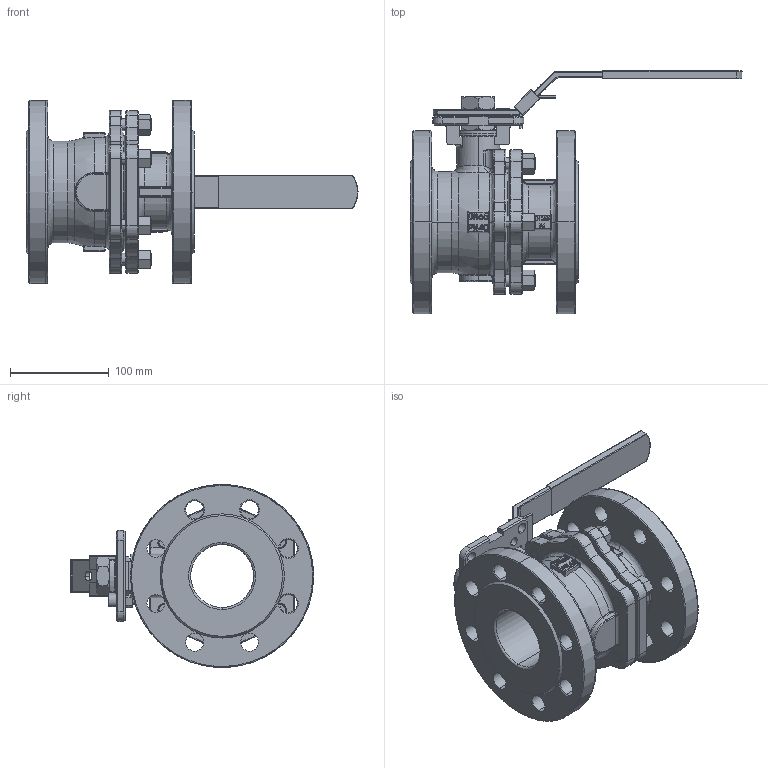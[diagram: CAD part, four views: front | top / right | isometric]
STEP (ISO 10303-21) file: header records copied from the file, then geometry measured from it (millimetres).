
FILE_DESCRIPTION (( 'STEP AP214' ), '1' );
FILE_NAME ('KH155-Kugelhahn-DN65-PN40-Handhebel-Fergo.STEP', '2022-09-19T09:06:42', ( '' ), ( '' ), 'SwSTEP 2.0', 'SolidWorks 2022', '' );
FILE_SCHEMA (( 'AUTOMOTIVE_DESIGN' ));
Length unit declared in the file: millimetre
Products named in the file (1): KH155-Kugelhahn-DN65-PN40-Handhebel-Fergo
Bounding box: 335.54 x 245.85 x 185 mm (x, y, z)
Volume: 2001500.5 mm3; surface area: 357207.5 mm2
Topology: 25 solids, 25 shells, 1601 faces, 3953 edges, 2430 vertices
Faces by surface type: plane 647, bspline 373, cylinder 359, cone 222
Entity records: 66818 total; most frequent: CARTESIAN_POINT 31378, ORIENTED_EDGE 7842, DIRECTION 6390, EDGE_CURVE 3921, VERTEX_POINT 2430, AXIS2_PLACEMENT_3D 2278, VECTOR 1834, LINE 1834
